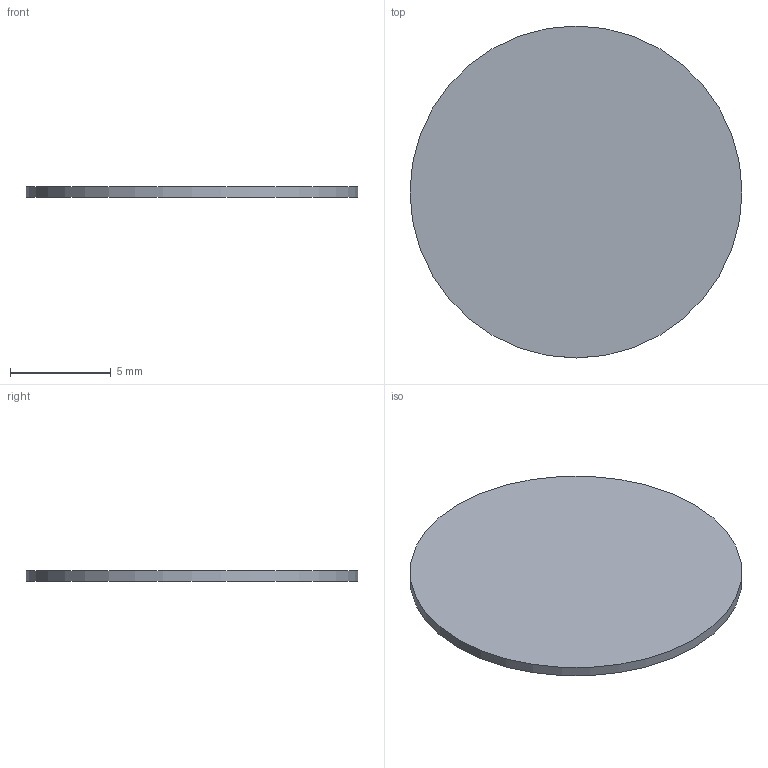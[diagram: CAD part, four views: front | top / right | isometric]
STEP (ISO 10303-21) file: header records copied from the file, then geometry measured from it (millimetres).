
FILE_DESCRIPTION(/* description */ ('Staubschutzscheibe'),/* implementation_level */ '2;1');
FILE_NAME(/* name */ '08004411-RST.stp',/* time_stamp */ '2020-10-06T16:01:23+02:00',/* author */ ('sl'),/* organization */ ('RST'),/* preprocessor_version */ 'ST-DEVELOPER v16.5',/* originating_system */ 'Autodesk Inventor 2017',/* authorisation */ '');
FILE_SCHEMA (('AUTOMOTIVE_DESIGN { 1 0 10303 214 3 1 1 }'));
Length unit declared in the file: millimetre
Products named in the file (1): 08004411
Bounding box: 16.5 x 16.5 x 0.5 mm (x, y, z)
Volume: 106.9 mm3; surface area: 453.6 mm2
Topology: 1 solids, 1 shells, 3 faces, 3 edges, 2 vertices
Faces by surface type: plane 2, cylinder 1
Full cylindrical faces by diameter (mm): 16.5 x1
Entity records: 84 total; most frequent: DIRECTION 12, CARTESIAN_POINT 8, AXIS2_PLACEMENT_3D 6, EDGE_LOOP 4, ORIENTED_EDGE 4, FACE_OUTER_BOUND 3, ADVANCED_FACE 3, PLANE 2
